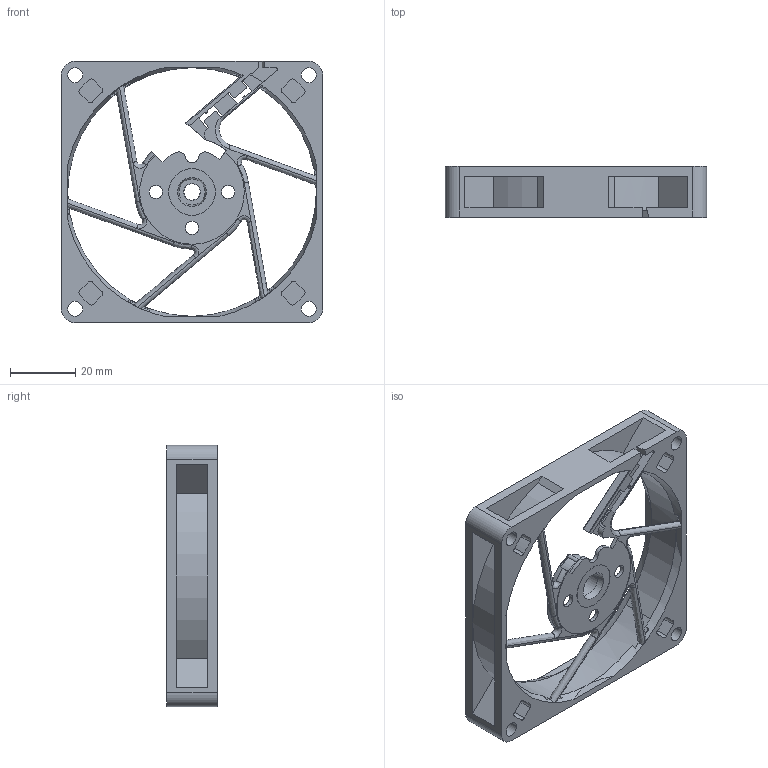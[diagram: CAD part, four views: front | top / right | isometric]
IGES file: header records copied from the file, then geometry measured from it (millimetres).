
Start section:  PTC IGES file: ad8015-b-230fr08015a0005.igs
Bounding box: 80 x 15.5 x 80 mm (x, y, z)
Volume: 19724.8 mm3; surface area: 20241.5 mm2
Topology: 1 solids, 1 shells, 315 faces, 879 edges, 563 vertices
Faces by surface type: revolution 164, bspline 151
